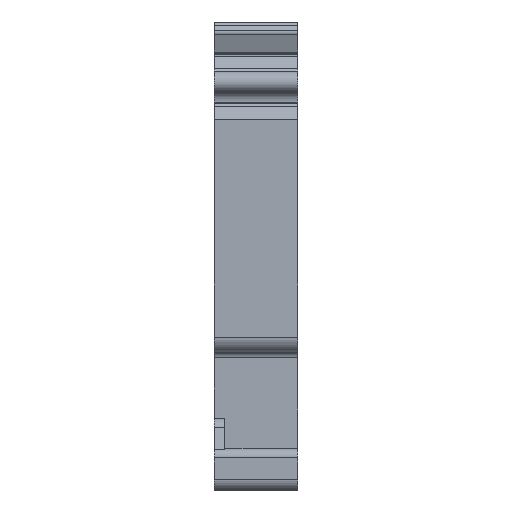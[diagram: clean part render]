
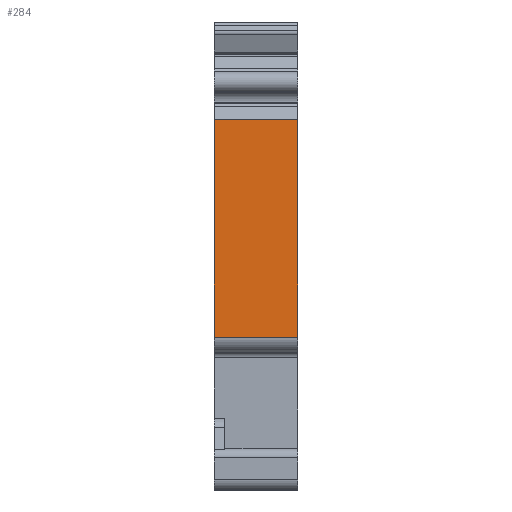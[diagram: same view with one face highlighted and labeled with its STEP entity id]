
A CAD part, left-side view. The second image highlights one B-rep face of the part: STEP entity #284.
In plain terms, the highlighted planar face has unit normal (-1, 0, 0).
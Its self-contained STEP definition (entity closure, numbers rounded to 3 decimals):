
#284 = ADVANCED_FACE( '', ( #774 ), #775, .T. );
#774 = FACE_OUTER_BOUND( '', #1480, .T. );
#775 = PLANE( '', #1481 );
#1480 = EDGE_LOOP( '', ( #2263, #2264, #2265, #2266 ) );
#1481 = AXIS2_PLACEMENT_3D( '', #2267, #2268, #2269 );
#2263 = ORIENTED_EDGE( '', *, *, #4415, .F. );
#2264 = ORIENTED_EDGE( '', *, *, #4416, .F. );
#2265 = ORIENTED_EDGE( '', *, *, #4417, .T. );
#2266 = ORIENTED_EDGE( '', *, *, #4418, .T. );
#2267 = CARTESIAN_POINT( '', ( -47.001, 8., 13.088 ) );
#2268 = DIRECTION( '', ( -1., 0., 0. ) );
#2269 = DIRECTION( '', ( 0., 0., 1. ) );
#4415 = EDGE_CURVE( '', #5352, #5353, #5354, .T. );
#4416 = EDGE_CURVE( '', #5355, #5352, #5356, .T. );
#4417 = EDGE_CURVE( '', #5355, #5357, #5358, .T. );
#4418 = EDGE_CURVE( '', #5357, #5353, #5359, .T. );
#5352 = VERTEX_POINT( '', #6706 );
#5353 = VERTEX_POINT( '', #6707 );
#5354 = LINE( '', #6708, #6709 );
#5355 = VERTEX_POINT( '', #6710 );
#5356 = LINE( '', #6711, #6712 );
#5357 = VERTEX_POINT( '', #6713 );
#5358 = LINE( '', #6714, #6715 );
#5359 = LINE( '', #6716, #6717 );
#6706 = CARTESIAN_POINT( '', ( -47.001, 0., 13.088 ) );
#6707 = CARTESIAN_POINT( '', ( -47.001, 0., -7.792 ) );
#6708 = CARTESIAN_POINT( '', ( -47.001, 0., 13.088 ) );
#6709 = VECTOR( '', #8347, 1000. );
#6710 = CARTESIAN_POINT( '', ( -47.001, 8., 13.088 ) );
#6711 = CARTESIAN_POINT( '', ( -47.001, 8., 13.088 ) );
#6712 = VECTOR( '', #8348, 1000. );
#6713 = CARTESIAN_POINT( '', ( -47.001, 8., -7.792 ) );
#6714 = CARTESIAN_POINT( '', ( -47.001, 8., 13.088 ) );
#6715 = VECTOR( '', #8349, 1000. );
#6716 = CARTESIAN_POINT( '', ( -47.001, 8., -7.792 ) );
#6717 = VECTOR( '', #8350, 1000. );
#8347 = DIRECTION( '', ( 0., 0., -1. ) );
#8348 = DIRECTION( '', ( 0., -1., 0. ) );
#8349 = DIRECTION( '', ( 0., 0., -1. ) );
#8350 = DIRECTION( '', ( 0., -1., 0. ) );
